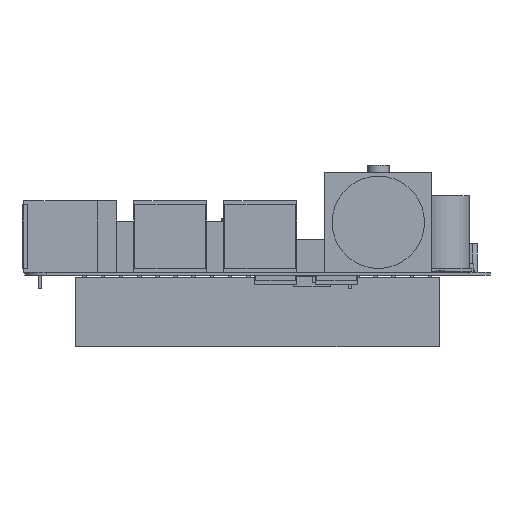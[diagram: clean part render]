
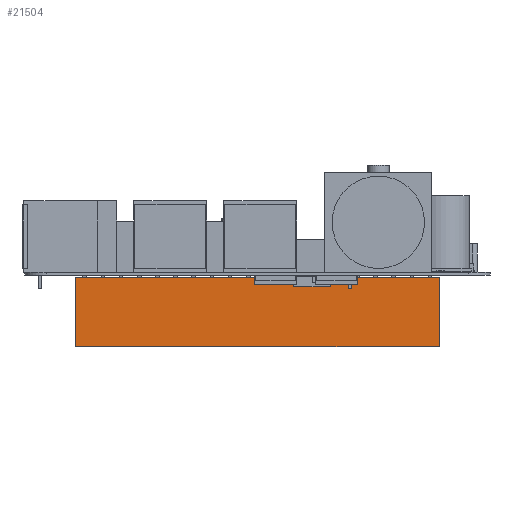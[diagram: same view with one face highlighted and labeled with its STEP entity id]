
A CAD part, front view. The second image highlights one B-rep face of the part: STEP entity #21504.
In plain terms, the highlighted planar face has unit normal (0, -1, 0).
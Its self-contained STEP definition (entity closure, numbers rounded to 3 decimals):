
#21406 = EDGE_CURVE('',#21407,#21409,#21411,.T.);
#21407 = VERTEX_POINT('',#21408);
#21408 = CARTESIAN_POINT('',(-25.4,-2.54,0.));
#21409 = VERTEX_POINT('',#21410);
#21410 = CARTESIAN_POINT('',(-25.4,-2.54,9.7));
#21411 = LINE('',#21412,#21413);
#21412 = CARTESIAN_POINT('',(-25.4,-2.54,0.));
#21413 = VECTOR('',#21414,1.);
#21414 = DIRECTION('',(0.,0.,1.));
#21479 = VERTEX_POINT('',#21480);
#21480 = CARTESIAN_POINT('',(25.4,-2.54,9.7));
#21486 = EDGE_CURVE('',#21487,#21479,#21489,.T.);
#21487 = VERTEX_POINT('',#21488);
#21488 = CARTESIAN_POINT('',(25.4,-2.54,0.));
#21489 = LINE('',#21490,#21491);
#21490 = CARTESIAN_POINT('',(25.4,-2.54,0.));
#21491 = VECTOR('',#21492,1.);
#21492 = DIRECTION('',(0.,0.,1.));
#21504 = ADVANCED_FACE('',(#21505),#21521,.T.);
#21505 = FACE_BOUND('',#21506,.T.);
#21506 = EDGE_LOOP('',(#21507,#21508,#21514,#21515));
#21507 = ORIENTED_EDGE('',*,*,#21486,.T.);
#21508 = ORIENTED_EDGE('',*,*,#21509,.T.);
#21509 = EDGE_CURVE('',#21479,#21409,#21510,.T.);
#21510 = LINE('',#21511,#21512);
#21511 = CARTESIAN_POINT('',(25.4,-2.54,9.7));
#21512 = VECTOR('',#21513,1.);
#21513 = DIRECTION('',(-1.,0.,0.));
#21514 = ORIENTED_EDGE('',*,*,#21406,.F.);
#21515 = ORIENTED_EDGE('',*,*,#21516,.F.);
#21516 = EDGE_CURVE('',#21487,#21407,#21517,.T.);
#21517 = LINE('',#21518,#21519);
#21518 = CARTESIAN_POINT('',(25.4,-2.54,0.));
#21519 = VECTOR('',#21520,1.);
#21520 = DIRECTION('',(-1.,0.,0.));
#21521 = PLANE('',#21522);
#21522 = AXIS2_PLACEMENT_3D('',#21523,#21524,#21525);
#21523 = CARTESIAN_POINT('',(25.4,-2.54,0.));
#21524 = DIRECTION('',(0.,-1.,0.));
#21525 = DIRECTION('',(-1.,0.,0.));
